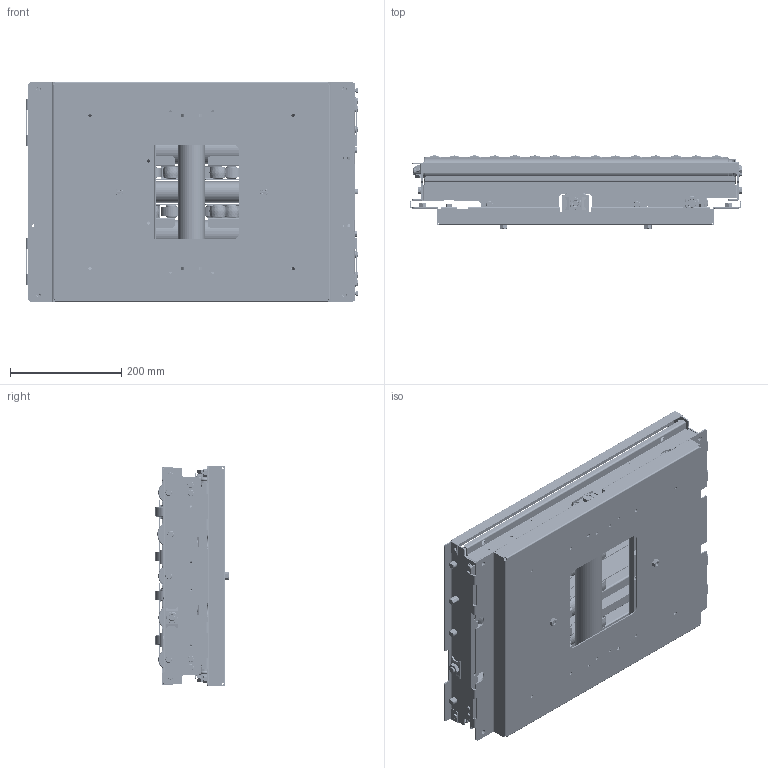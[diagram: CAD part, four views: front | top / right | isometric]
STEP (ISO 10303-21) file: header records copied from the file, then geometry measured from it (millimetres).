
FILE_DESCRIPTION(/* description */ (''),/* implementation_level */ '2;1');
FILE_NAME(/* name */ 'DDNX-464-SSS-100-0 F-RAT完成品_Shrinkwrap_1.stp',/* time_stamp */ '2019-04-11T17:42:11+09:00',/* author */ ('kaihatsu'),/* organization */ (''),/* preprocessor_version */ 'ST-DEVELOPER v16.1',/* originating_system */ 'Autodesk Inventor 2016',/* authorisation */ '');
FILE_SCHEMA (('AUTOMOTIVE_DESIGN { 1 0 10303 214 3 1 1 }'));
Products named in the file (1): DDNX-464-SSS-100-0 F-RAT完成品_Shrinkwr
ap_1
Bounding box: 596.65 x 131.5 x 395 mm (x, y, z)
Volume: 7600325.4 mm3; surface area: 2765610.3 mm2
Topology: 10 solids, 200 shells, 7824 faces, 20121 edges, 12720 vertices
Faces by surface type: plane 2995, cylinder 2961, torus 1184, cone 619, bspline 51, sphere 14
Full cylindrical faces by diameter (mm): 4 x8, 4.2 x47, 4.5 x20, 4.917 x4, 5 x12, 5.1 x24, 5.4 x2, 6 x145, 6.1 x47, 6.2 x4, 6.4 x8, 6.647 x6, 7 x24, 7.4 x47, 8 x24, 8.1 x4, 8.7 x8, 10 x192, 10.647 x2, 11 x2, 12 x10, 12.2 x4, 13.5 x2, 14 x94, 14.14 x4, 14.299 x1, 14.3 x1, 14.376 x1, 14.381 x1, 14.94 x1
Entity records: 237624 total; most frequent: CARTESIAN_POINT 45344, DIRECTION 39805, ORIENTED_EDGE 34718, EDGE_CURVE 17281, AXIS2_PLACEMENT_3D 15744, VERTEX_POINT 12477, EDGE_LOOP 11732, LINE 8317
